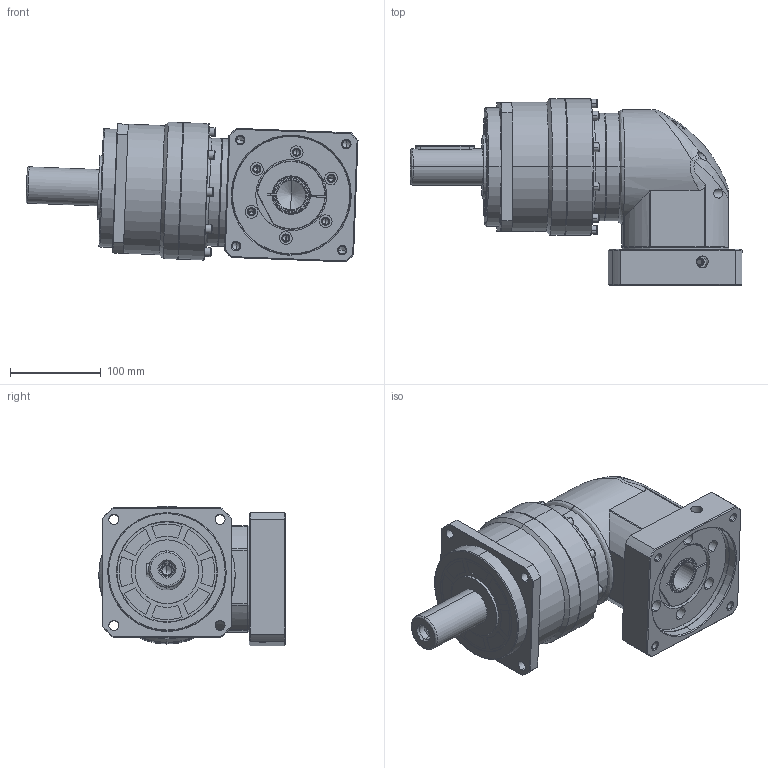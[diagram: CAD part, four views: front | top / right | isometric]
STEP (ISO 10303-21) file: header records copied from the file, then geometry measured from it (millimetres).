
FILE_DESCRIPTION (( 'STEP AP214' ), '1' );
FILE_NAME ('PBL142-L2-32-130-165M10.STEP', '2024-01-06T02:43:55', ( 'admin' ), ( '' ), 'SwSTEP 2.0', 'SolidWorks 2013', '' );
FILE_SCHEMA (( 'AUTOMOTIVE_DESIGN' ));
Length unit declared in the file: millimetre
Products named in the file (7): SDL115-35; PBL142-L2-32-130-165M10; 35-32_X2_8F6C63625957_X0_; SBL115-130-165M10; PB142_X2_8F9351FA7AEF_X0_; PB142_X2_4E007EA79F7F570863A5_X0_115; SBL115_X2_8F9351658F7495017D2773AF_X0_-35
Assembly tree (6 placements, depth 2):
  PBL142-L2-32-130-165M10
    SDL115-35
    SBL115_X2_8F9351658F7495017D2773AF_X0_-35
    PB142_X2_4E007EA79F7F570863A5_X0_115
    PB142_X2_8F9351FA7AEF_X0_
    SBL115-130-165M10
    35-32_X2_8F6C63625957_X0_
Bounding box: 364.84 x 205 x 153.6 mm (x, y, z)
Volume: 4495743.2 mm3; surface area: 386838.7 mm2
Topology: 10 solids, 10 shells, 751 faces, 1833 edges, 1109 vertices
Faces by surface type: cylinder 300, plane 224, cone 170, bspline 55, torus 2
Entity records: 38244 total; most frequent: CARTESIAN_POINT 12736, ORIENTED_EDGE 3486, DIRECTION 3473, EDGE_CURVE 1743, AXIS2_PLACEMENT_3D 1321, VERTEX_POINT 1109, EDGE_LOOP 894, LINE 831
